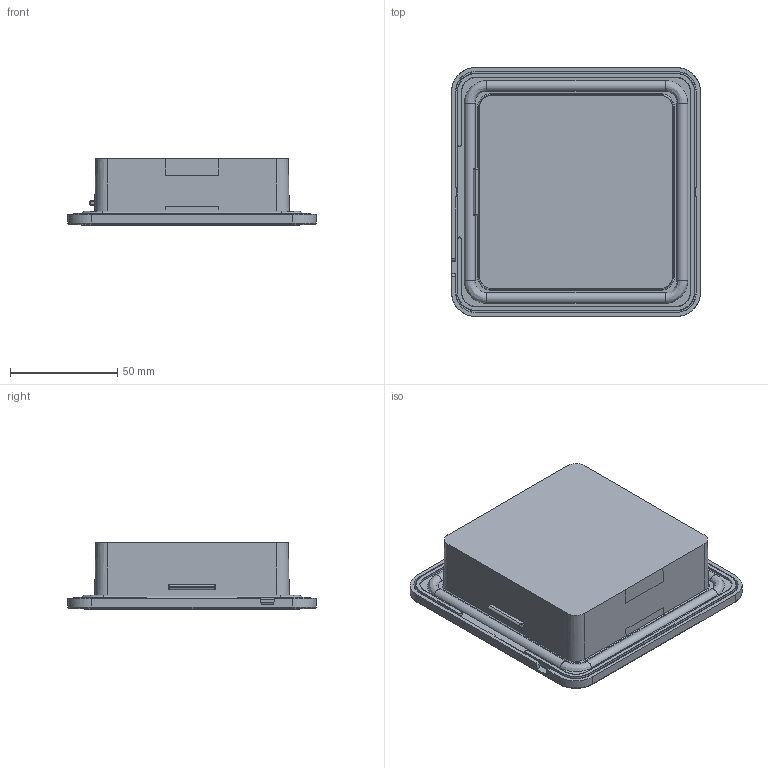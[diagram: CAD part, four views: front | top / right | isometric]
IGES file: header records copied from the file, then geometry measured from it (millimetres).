
Global section: file name: FTEC10 EXHAUST FILTER; native system: AutoCAD 2018 - English; preprocessor: Autodesk Translation Framework DWG producer (atf_dwg_producer); organization: unknown; date: 20191113.094144; units: inch
Bounding box: 116 x 116 x 31.1 mm (x, y, z)
Volume: 266156.2 mm3; surface area: 43167.4 mm2
Topology: 1 solids, 3 shells, 1334 faces, 3722 edges, 2458 vertices
Faces by surface type: bspline 1334
